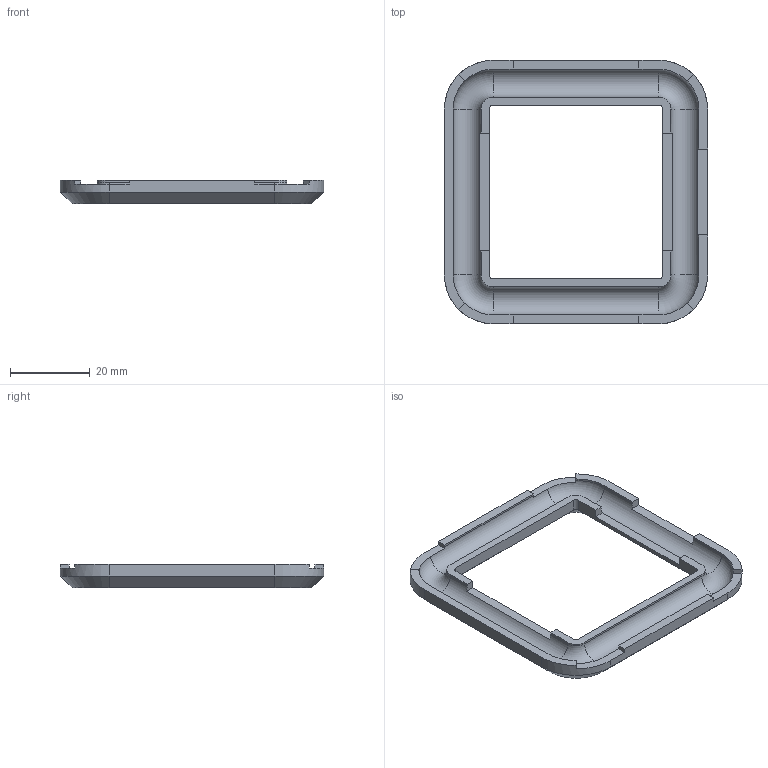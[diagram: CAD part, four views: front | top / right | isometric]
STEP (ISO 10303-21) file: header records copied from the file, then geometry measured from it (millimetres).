
FILE_DESCRIPTION(/* description */ ('','CAx-IF Rec.Pracs.---Representation and Presentation of Product Manufacturing Information (PMI)---4.0---2014-10-13'),/* implementation_level */ '2;1');
FILE_NAME(/* name */ 'PCB Coaster diffuser 2-19-920.step',/* time_stamp */ '2025-02-19T21:20:52-06:00',/* author */ (''),/* organization */ (''),/* preprocessor_version */ 'ST-DEVELOPER v20',/* originating_system */ 'Autodesk Translation Framework v13.20.0.188',/* authorisation */ '');
FILE_SCHEMA (('AP242_MANAGED_MODEL_BASED_3D_ENGINEERING_MIM_LF { 1 0 10303 442 1 1 4 }'));
Length unit declared in the file: millimetre
Products named in the file (1): PCB Coaster
Bounding box: 65.82 x 65.9 x 6 mm (x, y, z)
Volume: 6900.1 mm3; surface area: 7071.9 mm2
Topology: 1 solids, 1 shells, 88 faces, 233 edges, 146 vertices
Faces by surface type: plane 56, cylinder 20, cone 8, torus 4
Entity records: 2736 total; most frequent: DIRECTION 481, CARTESIAN_POINT 468, ORIENTED_EDGE 466, EDGE_CURVE 233, LINE 163, VECTOR 163, AXIS2_PLACEMENT_3D 159, VERTEX_POINT 146
